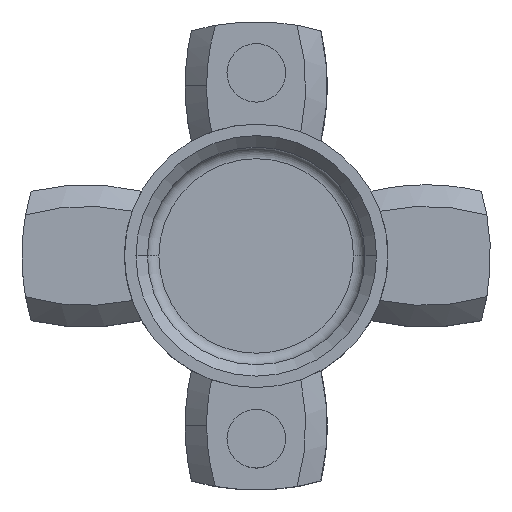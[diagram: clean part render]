
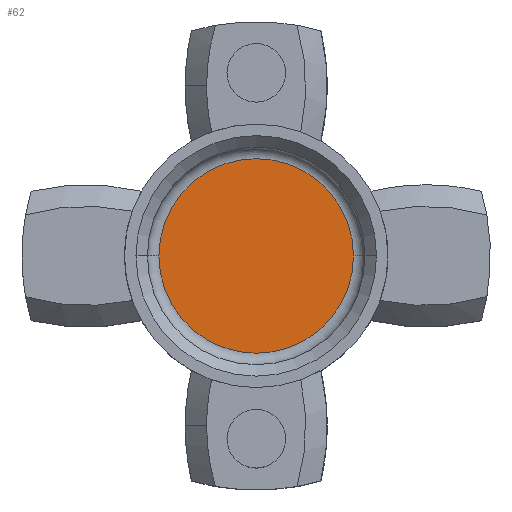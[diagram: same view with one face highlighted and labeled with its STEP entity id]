
A CAD part, top view. The second image highlights one B-rep face of the part: STEP entity #62.
In plain terms, the highlighted planar face has unit normal (0, 0, 1).
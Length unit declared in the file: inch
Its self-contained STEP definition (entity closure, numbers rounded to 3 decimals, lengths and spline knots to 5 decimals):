
#62 = ADVANCED_FACE ( 'NONE', ( #155 ), #1525, .T. ) ;
#103 = AXIS2_PLACEMENT_3D ( 'NONE', #2159, #1589, #519 ) ;
#155 = FACE_OUTER_BOUND ( 'NONE', #1049, .T. ) ;
#211 = DIRECTION ( 'NONE',  ( 0., 0., 1. ) ) ;
#519 = DIRECTION ( 'NONE',  ( 1., 0., 0. ) ) ;
#548 = CARTESIAN_POINT ( 'NONE',  ( -0.20775, 0., 0.0403 ) ) ;
#605 = AXIS2_PLACEMENT_3D ( 'NONE', #1373, #1437, #1994 ) ;
#716 = CARTESIAN_POINT ( 'NONE',  ( 0., 0., 0.0403 ) ) ;
#1049 = EDGE_LOOP ( 'NONE', ( #1127, #1851 ) ) ;
#1087 = DIRECTION ( 'NONE',  ( 1., 0., 0. ) ) ;
#1127 = ORIENTED_EDGE ( 'NONE', *, *, #1595, .T. ) ;
#1344 = CIRCLE ( 'NONE', #1796, 0.20775 ) ;
#1373 = CARTESIAN_POINT ( 'NONE',  ( 0., 0., 0.0403 ) ) ;
#1437 = DIRECTION ( 'NONE',  ( 0., 0., 1. ) ) ;
#1459 = EDGE_CURVE ( 'NONE', #1623, #1983, #1805, .T. ) ;
#1525 = PLANE ( 'NONE',  #605 ) ;
#1589 = DIRECTION ( 'NONE',  ( 0., 0., 1. ) ) ;
#1595 = EDGE_CURVE ( 'NONE', #1983, #1623, #1344, .T. ) ;
#1623 = VERTEX_POINT ( 'NONE', #548 ) ;
#1796 = AXIS2_PLACEMENT_3D ( 'NONE', #716, #211, #1087 ) ;
#1805 = CIRCLE ( 'NONE', #103, 0.20775 ) ;
#1851 = ORIENTED_EDGE ( 'NONE', *, *, #1459, .T. ) ;
#1983 = VERTEX_POINT ( 'NONE', #2015 ) ;
#1994 = DIRECTION ( 'NONE',  ( 1., 0., 0. ) ) ;
#2015 = CARTESIAN_POINT ( 'NONE',  ( 0.20775, 0., 0.0403 ) ) ;
#2159 = CARTESIAN_POINT ( 'NONE',  ( 0., 0., 0.0403 ) ) ;
